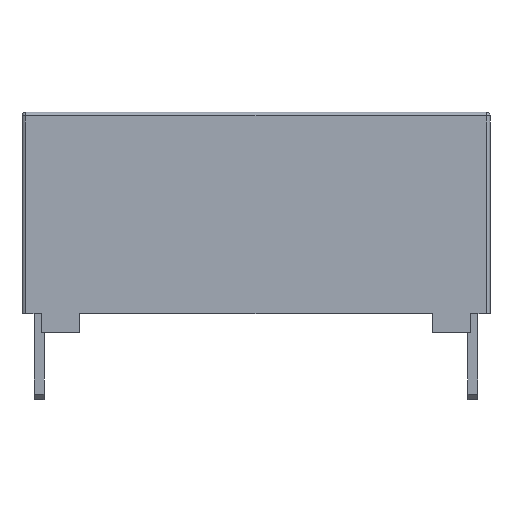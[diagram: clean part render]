
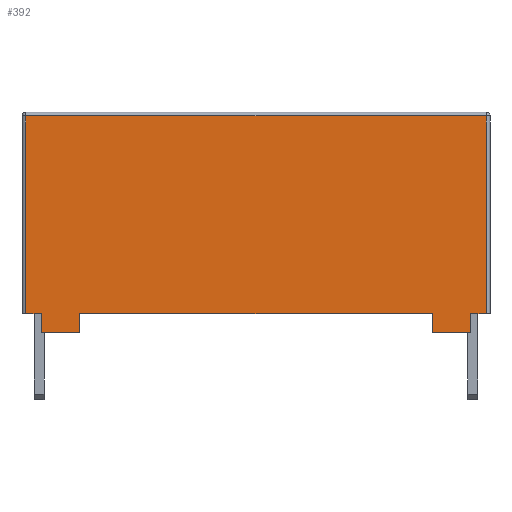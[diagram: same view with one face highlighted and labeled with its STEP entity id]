
A CAD part, front view. The second image highlights one B-rep face of the part: STEP entity #392.
In plain terms, the highlighted planar face has unit normal (0, -1, 0).
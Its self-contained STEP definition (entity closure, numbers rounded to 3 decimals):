
#13=DIRECTION('',(0.,0.,1.));
#27=VECTOR('',#13,1.);
#35=DIRECTION('',(0.,1.,0.));
#70=DIRECTION('',(1.,0.,0.));
#102=VERTEX_POINT('',#103);
#103=CARTESIAN_POINT('',(23.3,-4.7,1.));
#107=ORIENTED_EDGE('',*,*,#108,.F.);
#108=EDGE_CURVE('',#109,#102,#111,.T.);
#109=VERTEX_POINT('',#110);
#110=CARTESIAN_POINT('',(22.5,-4.7,1.));
#111=LINE('',#110,#112);
#112=VECTOR('',#70,1.);
#128=VERTEX_POINT('',#129);
#129=CARTESIAN_POINT('',(20.5,-4.7,1.));
#131=ORIENTED_EDGE('',*,*,#132,.F.);
#132=EDGE_CURVE('',#133,#128,#135,.T.);
#133=VERTEX_POINT('',#134);
#134=CARTESIAN_POINT('',(2.1,-4.7,1.));
#135=LINE('',#134,#112);
#148=VERTEX_POINT('',#149);
#149=CARTESIAN_POINT('',(0.1,-4.7,1.));
#151=ORIENTED_EDGE('',*,*,#152,.F.);
#152=EDGE_CURVE('',#153,#148,#155,.T.);
#153=VERTEX_POINT('',#154);
#154=CARTESIAN_POINT('',(-0.7,-4.7,1.));
#155=LINE('',#156,#112);
#156=CARTESIAN_POINT('',(-0.9,-4.7,1.));
#276=ORIENTED_EDGE('',*,*,#277,.F.);
#277=EDGE_CURVE('',#102,#278,#280,.T.);
#278=VERTEX_POINT('',#279);
#279=CARTESIAN_POINT('',(23.3,-4.7,11.3));
#280=LINE('',#103,#27);
#392=ADVANCED_FACE('',(#393),#429,.F.);
#393=FACE_BOUND('',#394,.F.);
#394=EDGE_LOOP('',(#276,#107,#395,#400,#406,#131,#409,#414,#418,#151,#421,#426));
#395=ORIENTED_EDGE('',*,*,#396,.F.);
#396=EDGE_CURVE('',#397,#109,#399,.T.);
#397=VERTEX_POINT('',#398);
#398=CARTESIAN_POINT('',(22.5,-4.7,0.));
#399=LINE('',#398,#27);
#400=ORIENTED_EDGE('',*,*,#401,.F.);
#401=EDGE_CURVE('',#402,#397,#404,.T.);
#402=VERTEX_POINT('',#403);
#403=CARTESIAN_POINT('',(20.5,-4.7,0.));
#404=LINE('',#405,#112);
#405=CARTESIAN_POINT('',(-0.9,-4.7,0.));
#406=ORIENTED_EDGE('',*,*,#407,.T.);
#407=EDGE_CURVE('',#402,#128,#408,.T.);
#408=LINE('',#403,#27);
#409=ORIENTED_EDGE('',*,*,#410,.F.);
#410=EDGE_CURVE('',#411,#133,#413,.T.);
#411=VERTEX_POINT('',#412);
#412=CARTESIAN_POINT('',(2.1,-4.7,0.));
#413=LINE('',#412,#27);
#414=ORIENTED_EDGE('',*,*,#415,.F.);
#415=EDGE_CURVE('',#416,#411,#404,.T.);
#416=VERTEX_POINT('',#417);
#417=CARTESIAN_POINT('',(0.1,-4.7,0.));
#418=ORIENTED_EDGE('',*,*,#419,.T.);
#419=EDGE_CURVE('',#416,#148,#420,.T.);
#420=LINE('',#417,#27);
#421=ORIENTED_EDGE('',*,*,#422,.T.);
#422=EDGE_CURVE('',#153,#423,#425,.T.);
#423=VERTEX_POINT('',#424);
#424=CARTESIAN_POINT('',(-0.7,-4.7,11.3));
#425=LINE('',#154,#27);
#426=ORIENTED_EDGE('',*,*,#427,.T.);
#427=EDGE_CURVE('',#423,#278,#428,.T.);
#428=LINE('',#424,#112);
#429=PLANE('',#430);
#430=AXIS2_PLACEMENT_3D('',#405,#35,#70);
